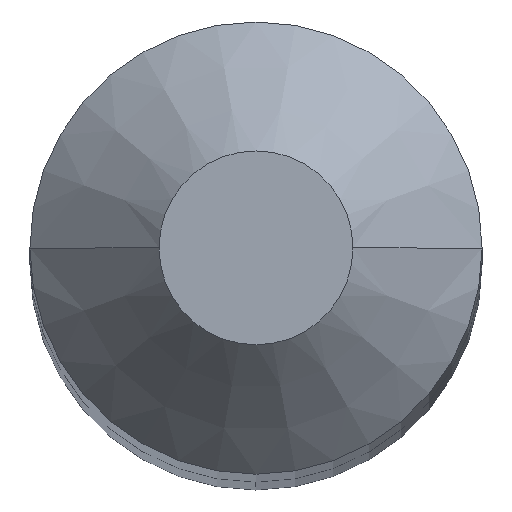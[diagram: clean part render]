
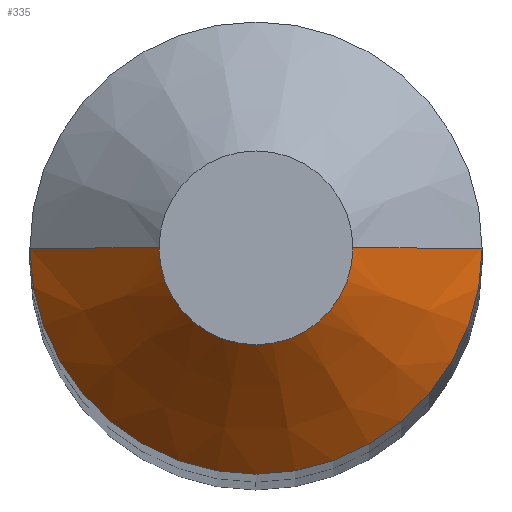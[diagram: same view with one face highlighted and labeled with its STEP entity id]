
A CAD part, top view. The second image highlights one B-rep face of the part: STEP entity #335.
In plain terms, the highlighted conical face has half-angle 45 degrees and reference radius 1.389 mm.
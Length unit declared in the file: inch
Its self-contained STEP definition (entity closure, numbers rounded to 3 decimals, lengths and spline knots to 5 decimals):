
#22 = CIRCLE ( 'NONE', #241, 0.02345 ) ;
#28 = CIRCLE ( 'NONE', #362, 0.0547 ) ;
#42 = CARTESIAN_POINT ( 'NONE',  ( 0., 0., -0.03125 ) ) ;
#52 = EDGE_CURVE ( 'NONE', #118, #220, #390, .T. ) ;
#62 = CARTESIAN_POINT ( 'NONE',  ( -0.02345, 0., 0. ) ) ;
#81 = VERTEX_POINT ( 'NONE', #358 ) ;
#84 = ORIENTED_EDGE ( 'NONE', *, *, #341, .F. ) ;
#85 = CARTESIAN_POINT ( 'NONE',  ( -0.0547, 0., -0.03125 ) ) ;
#94 = CARTESIAN_POINT ( 'NONE',  ( 0., 0., -0.03125 ) ) ;
#102 = DIRECTION ( 'NONE',  ( 0.707, 0., -0.707 ) ) ;
#118 = VERTEX_POINT ( 'NONE', #313 ) ;
#167 = CARTESIAN_POINT ( 'NONE',  ( 0., 0., 0. ) ) ;
#172 = EDGE_CURVE ( 'NONE', #356, #81, #357, .T. ) ;
#205 = DIRECTION ( 'NONE',  ( -0.707, 0., -0.707 ) ) ;
#208 = CONICAL_SURFACE ( 'NONE', #262, 0.0547, 0.785 ) ;
#214 = DIRECTION ( 'NONE',  ( -1., 0., 0. ) ) ;
#220 = VERTEX_POINT ( 'NONE', #321 ) ;
#236 = CARTESIAN_POINT ( 'NONE',  ( 0.0547, 0., -0.03125 ) ) ;
#241 = AXIS2_PLACEMENT_3D ( 'NONE', #167, #284, #252 ) ;
#252 = DIRECTION ( 'NONE',  ( 1., 0., 0. ) ) ;
#262 = AXIS2_PLACEMENT_3D ( 'NONE', #42, #365, #214 ) ;
#267 = EDGE_LOOP ( 'NONE', ( #384, #84, #311, #368 ) ) ;
#269 = VECTOR ( 'NONE', #102, 39.37008 ) ;
#284 = DIRECTION ( 'NONE',  ( 0., 0., 1. ) ) ;
#301 = VECTOR ( 'NONE', #205, 39.37008 ) ;
#311 = ORIENTED_EDGE ( 'NONE', *, *, #172, .T. ) ;
#313 = CARTESIAN_POINT ( 'NONE',  ( 0.02345, 0., 0. ) ) ;
#317 = FACE_OUTER_BOUND ( 'NONE', #267, .T. ) ;
#321 = CARTESIAN_POINT ( 'NONE',  ( 0.0547, 0., -0.03125 ) ) ;
#334 = DIRECTION ( 'NONE',  ( 0., 0., 1. ) ) ;
#335 = ADVANCED_FACE ( 'NONE', ( #317 ), #208, .T. ) ;
#341 = EDGE_CURVE ( 'NONE', #356, #118, #22, .T. ) ;
#348 = EDGE_CURVE ( 'NONE', #81, #220, #28, .T. ) ;
#356 = VERTEX_POINT ( 'NONE', #62 ) ;
#357 = LINE ( 'NONE', #85, #301 ) ;
#358 = CARTESIAN_POINT ( 'NONE',  ( -0.0547, 0., -0.03125 ) ) ;
#362 = AXIS2_PLACEMENT_3D ( 'NONE', #94, #334, #376 ) ;
#365 = DIRECTION ( 'NONE',  ( 0., 0., -1. ) ) ;
#368 = ORIENTED_EDGE ( 'NONE', *, *, #348, .T. ) ;
#376 = DIRECTION ( 'NONE',  ( 1., 0., 0. ) ) ;
#384 = ORIENTED_EDGE ( 'NONE', *, *, #52, .F. ) ;
#390 = LINE ( 'NONE', #236, #269 ) ;
